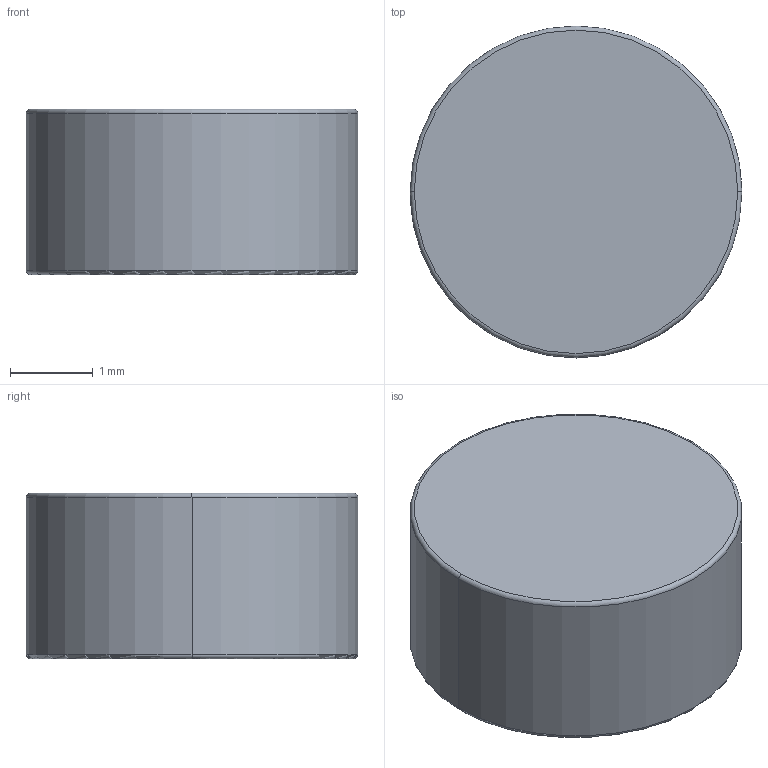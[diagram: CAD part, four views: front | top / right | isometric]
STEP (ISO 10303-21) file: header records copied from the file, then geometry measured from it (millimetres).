
FILE_DESCRIPTION((''),'2;1');
FILE_NAME('Y_JG_CX_A0004-02','2024-02-22T15:37:06',('qinghui.yi'),(''),'CREO PARAMETRIC BY PTC INC, 2019164','CREO PARAMETRIC BY PTC INC, 2019164','');
FILE_SCHEMA(('CONFIG_CONTROL_DESIGN','SHAPE_APPEARANCE_LAYERS_GROUPS'));
Length unit declared in the file: millimetre
Products named in the file (1): Y_JG_CX_A0004-02
Bounding box: 4 x 4 x 2 mm (x, y, z)
Volume: 25.1 mm3; surface area: 49.7 mm2
Topology: 1 solids, 1 shells, 8 faces, 19 edges, 16 vertices
Faces by surface type: torus 4, plane 2, cylinder 2
Entity records: 617 total; most frequent: COLOUR_RGB 312, DIRECTION 51, CARTESIAN_POINT 38, ORIENTED_EDGE 32, AXIS2_PLACEMENT_3D 23, EDGE_CURVE 16, CIRCLE 14, VERTEX_POINT 10
